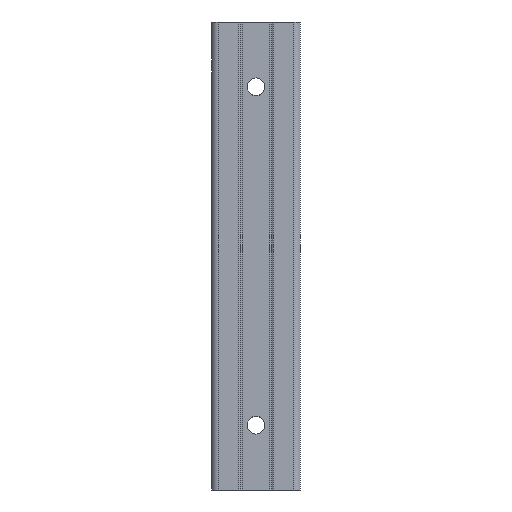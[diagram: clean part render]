
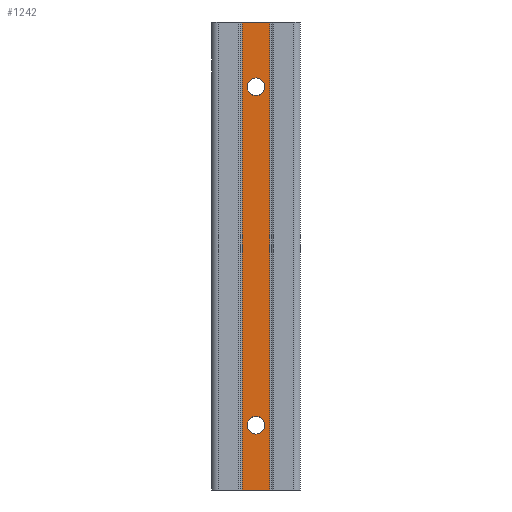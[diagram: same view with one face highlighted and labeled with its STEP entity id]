
A CAD part, left-side view. The second image highlights one B-rep face of the part: STEP entity #1242.
In plain terms, the highlighted planar face has unit normal (-1, 0, 0).
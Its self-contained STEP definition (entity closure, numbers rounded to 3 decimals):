
#143 = DIRECTION ( 'NONE',  ( 0., -1., 0. ) ) ;
#247 = CARTESIAN_POINT ( 'NONE',  ( -3.85, 0., 38.1 ) ) ;
#277 = ORIENTED_EDGE ( 'NONE', *, *, #5467, .T. ) ;
#557 = CARTESIAN_POINT ( 'NONE',  ( -3.85, 0., -38.1 ) ) ;
#639 = CIRCLE ( 'NONE', #4737, 2. ) ;
#809 = LINE ( 'NONE', #3658, #4820 ) ;
#825 = AXIS2_PLACEMENT_3D ( 'NONE', #557, #4317, #4763 ) ;
#860 = VERTEX_POINT ( 'NONE', #5093 ) ;
#932 = EDGE_LOOP ( 'NONE', ( #1329, #4204 ) ) ;
#1084 = VERTEX_POINT ( 'NONE', #2772 ) ;
#1131 = CARTESIAN_POINT ( 'NONE',  ( -3.85, 0., 38.1 ) ) ;
#1186 = VERTEX_POINT ( 'NONE', #4890 ) ;
#1217 = CARTESIAN_POINT ( 'NONE',  ( -3.85, -3.143, 52.7 ) ) ;
#1242 = ADVANCED_FACE ( 'NONE', ( #1780, #2209, #5073 ), #5398, .F. ) ;
#1321 = CARTESIAN_POINT ( 'NONE',  ( -3.85, 3.143, 52.7 ) ) ;
#1329 = ORIENTED_EDGE ( 'NONE', *, *, #3770, .T. ) ;
#1515 = CIRCLE ( 'NONE', #825, 2. ) ;
#1780 = FACE_BOUND ( 'NONE', #932, .T. ) ;
#1836 = AXIS2_PLACEMENT_3D ( 'NONE', #247, #5973, #5915 ) ;
#1838 = LINE ( 'NONE', #2727, #4056 ) ;
#1847 = DIRECTION ( 'NONE',  ( 0., 0., -1. ) ) ;
#1850 = VECTOR ( 'NONE', #1847, 1000. ) ;
#1874 = ORIENTED_EDGE ( 'NONE', *, *, #5922, .T. ) ;
#1892 = CARTESIAN_POINT ( 'NONE',  ( -3.85, 0., -40.1 ) ) ;
#1904 = EDGE_CURVE ( 'NONE', #5591, #1186, #809, .T. ) ;
#2042 = EDGE_CURVE ( 'NONE', #2352, #3986, #1515, .T. ) ;
#2061 = CARTESIAN_POINT ( 'NONE',  ( -3.85, -3.143, -52.7 ) ) ;
#2187 = DIRECTION ( 'NONE',  ( 1., 0., 0. ) ) ;
#2209 = FACE_BOUND ( 'NONE', #3751, .T. ) ;
#2241 = EDGE_CURVE ( 'NONE', #2768, #5591, #1838, .T. ) ;
#2257 = CARTESIAN_POINT ( 'NONE',  ( -3.85, 0., -38.1 ) ) ;
#2352 = VERTEX_POINT ( 'NONE', #1892 ) ;
#2469 = LINE ( 'NONE', #2061, #3119 ) ;
#2507 = ORIENTED_EDGE ( 'NONE', *, *, #1904, .F. ) ;
#2703 = ORIENTED_EDGE ( 'NONE', *, *, #2042, .T. ) ;
#2727 = CARTESIAN_POINT ( 'NONE',  ( -3.85, -3.143, 52.7 ) ) ;
#2768 = VERTEX_POINT ( 'NONE', #1321 ) ;
#2772 = CARTESIAN_POINT ( 'NONE',  ( -3.85, 3.143, -52.7 ) ) ;
#2947 = DIRECTION ( 'NONE',  ( 0., 0., -1. ) ) ;
#3023 = CIRCLE ( 'NONE', #5652, 2. ) ;
#3058 = AXIS2_PLACEMENT_3D ( 'NONE', #1217, #4955, #5012 ) ;
#3119 = VECTOR ( 'NONE', #143, 1000. ) ;
#3163 = CARTESIAN_POINT ( 'NONE',  ( -3.85, 0., 40.1 ) ) ;
#3463 = DIRECTION ( 'NONE',  ( 1., 0., 0. ) ) ;
#3658 = CARTESIAN_POINT ( 'NONE',  ( -3.85, -3.143, 52.7 ) ) ;
#3751 = EDGE_LOOP ( 'NONE', ( #2703, #1874 ) ) ;
#3770 = EDGE_CURVE ( 'NONE', #860, #5950, #639, .T. ) ;
#3862 = CARTESIAN_POINT ( 'NONE',  ( -3.85, -3.143, 52.7 ) ) ;
#3986 = VERTEX_POINT ( 'NONE', #4707 ) ;
#4056 = VECTOR ( 'NONE', #5523, 1000. ) ;
#4068 = ORIENTED_EDGE ( 'NONE', *, *, #5874, .T. ) ;
#4179 = CARTESIAN_POINT ( 'NONE',  ( -3.85, 3.143, 52.7 ) ) ;
#4204 = ORIENTED_EDGE ( 'NONE', *, *, #4475, .T. ) ;
#4317 = DIRECTION ( 'NONE',  ( 1., 0., 0. ) ) ;
#4372 = CIRCLE ( 'NONE', #1836, 2. ) ;
#4475 = EDGE_CURVE ( 'NONE', #5950, #860, #4372, .T. ) ;
#4482 = DIRECTION ( 'NONE',  ( 0., 0., -1. ) ) ;
#4707 = CARTESIAN_POINT ( 'NONE',  ( -3.85, 0., -36.1 ) ) ;
#4737 = AXIS2_PLACEMENT_3D ( 'NONE', #1131, #3463, #2947 ) ;
#4763 = DIRECTION ( 'NONE',  ( 0., 0., -1. ) ) ;
#4820 = VECTOR ( 'NONE', #5508, 1000. ) ;
#4890 = CARTESIAN_POINT ( 'NONE',  ( -3.85, -3.143, -52.7 ) ) ;
#4955 = DIRECTION ( 'NONE',  ( 1., 0., 0. ) ) ;
#5012 = DIRECTION ( 'NONE',  ( 0., 0., -1. ) ) ;
#5043 = EDGE_LOOP ( 'NONE', ( #4068, #2507, #5061, #277 ) ) ;
#5061 = ORIENTED_EDGE ( 'NONE', *, *, #2241, .F. ) ;
#5073 = FACE_OUTER_BOUND ( 'NONE', #5043, .T. ) ;
#5093 = CARTESIAN_POINT ( 'NONE',  ( -3.85, 0., 36.1 ) ) ;
#5398 = PLANE ( 'NONE',  #3058 ) ;
#5467 = EDGE_CURVE ( 'NONE', #2768, #1084, #5529, .T. ) ;
#5508 = DIRECTION ( 'NONE',  ( 0., 0., -1. ) ) ;
#5523 = DIRECTION ( 'NONE',  ( 0., -1., 0. ) ) ;
#5529 = LINE ( 'NONE', #4179, #1850 ) ;
#5591 = VERTEX_POINT ( 'NONE', #3862 ) ;
#5652 = AXIS2_PLACEMENT_3D ( 'NONE', #2257, #2187, #4482 ) ;
#5874 = EDGE_CURVE ( 'NONE', #1084, #1186, #2469, .T. ) ;
#5915 = DIRECTION ( 'NONE',  ( 0., 0., -1. ) ) ;
#5922 = EDGE_CURVE ( 'NONE', #3986, #2352, #3023, .T. ) ;
#5950 = VERTEX_POINT ( 'NONE', #3163 ) ;
#5973 = DIRECTION ( 'NONE',  ( 1., 0., 0. ) ) ;
